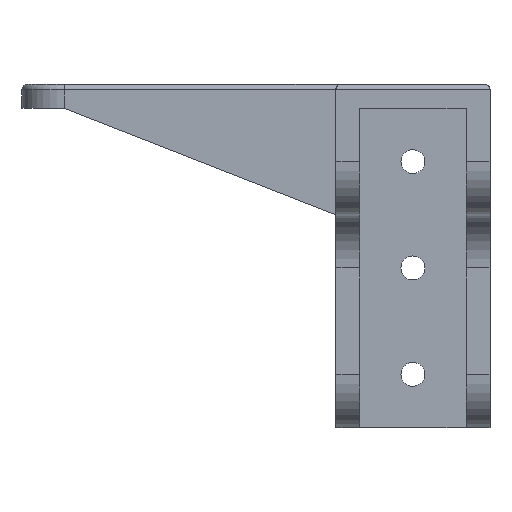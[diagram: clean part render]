
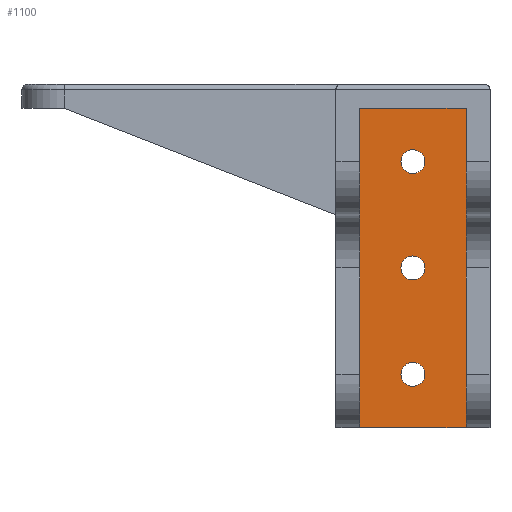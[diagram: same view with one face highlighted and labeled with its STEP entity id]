
A CAD part, left-side view. The second image highlights one B-rep face of the part: STEP entity #1100.
In plain terms, the highlighted planar face has unit normal (-1, 0, 0).
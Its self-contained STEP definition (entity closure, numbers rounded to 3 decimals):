
#1 = VERTEX_POINT ( 'NONE', #595 ) ;
#11 = EDGE_CURVE ( 'NONE', #284, #5285, #1070, .T. ) ;
#25 = CIRCLE ( 'NONE', #5479, 2.25 ) ;
#89 = ORIENTED_EDGE ( 'NONE', *, *, #3314, .T. ) ;
#139 = ORIENTED_EDGE ( 'NONE', *, *, #2373, .T. ) ;
#284 = VERTEX_POINT ( 'NONE', #1301 ) ;
#340 = EDGE_LOOP ( 'NONE', ( #139, #434 ) ) ;
#342 = VECTOR ( 'NONE', #544, 1000. ) ;
#386 = ORIENTED_EDGE ( 'NONE', *, *, #1343, .T. ) ;
#392 = CIRCLE ( 'NONE', #2540, 2.25 ) ;
#411 = VECTOR ( 'NONE', #5606, 1000. ) ;
#434 = ORIENTED_EDGE ( 'NONE', *, *, #4701, .T. ) ;
#502 = ORIENTED_EDGE ( 'NONE', *, *, #4390, .T. ) ;
#544 = DIRECTION ( 'NONE',  ( 0., 0., 1. ) ) ;
#595 = CARTESIAN_POINT ( 'NONE',  ( 40., 20., -60. ) ) ;
#713 = VERTEX_POINT ( 'NONE', #753 ) ;
#753 = CARTESIAN_POINT ( 'NONE',  ( 40., 10., -27.75 ) ) ;
#808 = CIRCLE ( 'NONE', #3793, 2.25 ) ;
#879 = FACE_BOUND ( 'NONE', #5968, .T. ) ;
#997 = DIRECTION ( 'NONE',  ( 0., 0., 1. ) ) ;
#1070 = CIRCLE ( 'NONE', #2721, 2.25 ) ;
#1100 = ADVANCED_FACE ( 'NONE', ( #4567, #5774, #879, #5634 ), #4230, .T. ) ;
#1198 = CARTESIAN_POINT ( 'NONE',  ( 40., 10., -10. ) ) ;
#1261 = ORIENTED_EDGE ( 'NONE', *, *, #1493, .F. ) ;
#1301 = CARTESIAN_POINT ( 'NONE',  ( 40., 10., -12.25 ) ) ;
#1343 = EDGE_CURVE ( 'NONE', #3344, #4329, #808, .T. ) ;
#1349 = AXIS2_PLACEMENT_3D ( 'NONE', #2164, #5356, #2632 ) ;
#1350 = DIRECTION ( 'NONE',  ( 1., 0., 0. ) ) ;
#1491 = CARTESIAN_POINT ( 'NONE',  ( 40., 10., -47.75 ) ) ;
#1493 = EDGE_CURVE ( 'NONE', #5108, #1, #5911, .T. ) ;
#1504 = AXIS2_PLACEMENT_3D ( 'NONE', #5254, #2536, #5719 ) ;
#1580 = DIRECTION ( 'NONE',  ( 0., 0., 1. ) ) ;
#1602 = DIRECTION ( 'NONE',  ( 1., 0., 0. ) ) ;
#1892 = ORIENTED_EDGE ( 'NONE', *, *, #3442, .T. ) ;
#2164 = CARTESIAN_POINT ( 'NONE',  ( 40., 10., -30. ) ) ;
#2166 = DIRECTION ( 'NONE',  ( 0., 1., 0. ) ) ;
#2266 = VECTOR ( 'NONE', #2166, 1000. ) ;
#2373 = EDGE_CURVE ( 'NONE', #3001, #713, #5026, .T. ) ;
#2416 = DIRECTION ( 'NONE',  ( -1., 0., 0. ) ) ;
#2536 = DIRECTION ( 'NONE',  ( 1., 0., 0. ) ) ;
#2540 = AXIS2_PLACEMENT_3D ( 'NONE', #4115, #1350, #4576 ) ;
#2560 = DIRECTION ( 'NONE',  ( 1., 0., 0. ) ) ;
#2571 = EDGE_CURVE ( 'NONE', #5108, #2852, #5247, .T. ) ;
#2632 = DIRECTION ( 'NONE',  ( 0., 0., 1. ) ) ;
#2698 = EDGE_LOOP ( 'NONE', ( #502, #386 ) ) ;
#2721 = AXIS2_PLACEMENT_3D ( 'NONE', #1198, #1602, #1580 ) ;
#2750 = VERTEX_POINT ( 'NONE', #3899 ) ;
#2754 = CARTESIAN_POINT ( 'NONE',  ( 40., 10., -32.25 ) ) ;
#2758 = LINE ( 'NONE', #2887, #411 ) ;
#2852 = VERTEX_POINT ( 'NONE', #5353 ) ;
#2887 = CARTESIAN_POINT ( 'NONE',  ( 40., 0., 0. ) ) ;
#3001 = VERTEX_POINT ( 'NONE', #2754 ) ;
#3169 = ORIENTED_EDGE ( 'NONE', *, *, #4134, .T. ) ;
#3183 = CARTESIAN_POINT ( 'NONE',  ( 40., 20., 4.5 ) ) ;
#3314 = EDGE_CURVE ( 'NONE', #2852, #2750, #2758, .T. ) ;
#3334 = DIRECTION ( 'NONE',  ( 0., 0., 1. ) ) ;
#3344 = VERTEX_POINT ( 'NONE', #1491 ) ;
#3398 = CIRCLE ( 'NONE', #1504, 2.25 ) ;
#3442 = EDGE_CURVE ( 'NONE', #5285, #284, #3398, .T. ) ;
#3545 = CARTESIAN_POINT ( 'NONE',  ( 40., -4.5, -60. ) ) ;
#3599 = AXIS2_PLACEMENT_3D ( 'NONE', #4678, #2416, #997 ) ;
#3628 = CARTESIAN_POINT ( 'NONE',  ( 40., 10., -7.75 ) ) ;
#3789 = CARTESIAN_POINT ( 'NONE',  ( 40., 0., -60. ) ) ;
#3793 = AXIS2_PLACEMENT_3D ( 'NONE', #4349, #5706, #3334 ) ;
#3878 = VECTOR ( 'NONE', #4513, 1000. ) ;
#3899 = CARTESIAN_POINT ( 'NONE',  ( 40., 20., 0. ) ) ;
#3943 = CARTESIAN_POINT ( 'NONE',  ( 40., 0., -60. ) ) ;
#4023 = LINE ( 'NONE', #3183, #3878 ) ;
#4115 = CARTESIAN_POINT ( 'NONE',  ( 40., 10., -50. ) ) ;
#4134 = EDGE_CURVE ( 'NONE', #2750, #1, #4023, .T. ) ;
#4189 = ORIENTED_EDGE ( 'NONE', *, *, #2571, .T. ) ;
#4230 = PLANE ( 'NONE',  #3599 ) ;
#4233 = CARTESIAN_POINT ( 'NONE',  ( 40., 10., -52.25 ) ) ;
#4329 = VERTEX_POINT ( 'NONE', #4233 ) ;
#4349 = CARTESIAN_POINT ( 'NONE',  ( 40., 10., -50. ) ) ;
#4390 = EDGE_CURVE ( 'NONE', #4329, #3344, #392, .T. ) ;
#4513 = DIRECTION ( 'NONE',  ( 0., 0., -1. ) ) ;
#4567 = FACE_BOUND ( 'NONE', #340, .T. ) ;
#4576 = DIRECTION ( 'NONE',  ( 0., 0., 1. ) ) ;
#4678 = CARTESIAN_POINT ( 'NONE',  ( 40., 0., 0. ) ) ;
#4701 = EDGE_CURVE ( 'NONE', #713, #3001, #25, .T. ) ;
#5026 = CIRCLE ( 'NONE', #1349, 2.25 ) ;
#5108 = VERTEX_POINT ( 'NONE', #3943 ) ;
#5247 = LINE ( 'NONE', #3789, #342 ) ;
#5254 = CARTESIAN_POINT ( 'NONE',  ( 40., 10., -10. ) ) ;
#5280 = CARTESIAN_POINT ( 'NONE',  ( 40., 10., -30. ) ) ;
#5285 = VERTEX_POINT ( 'NONE', #3628 ) ;
#5353 = CARTESIAN_POINT ( 'NONE',  ( 40., 0., 0. ) ) ;
#5356 = DIRECTION ( 'NONE',  ( 1., 0., 0. ) ) ;
#5469 = EDGE_LOOP ( 'NONE', ( #89, #3169, #1261, #4189 ) ) ;
#5479 = AXIS2_PLACEMENT_3D ( 'NONE', #5280, #2560, #5744 ) ;
#5606 = DIRECTION ( 'NONE',  ( 0., 1., 0. ) ) ;
#5634 = FACE_OUTER_BOUND ( 'NONE', #5469, .T. ) ;
#5706 = DIRECTION ( 'NONE',  ( 1., 0., 0. ) ) ;
#5719 = DIRECTION ( 'NONE',  ( 0., 0., 1. ) ) ;
#5744 = DIRECTION ( 'NONE',  ( 0., 0., 1. ) ) ;
#5774 = FACE_BOUND ( 'NONE', #2698, .T. ) ;
#5911 = LINE ( 'NONE', #3545, #2266 ) ;
#5917 = ORIENTED_EDGE ( 'NONE', *, *, #11, .T. ) ;
#5968 = EDGE_LOOP ( 'NONE', ( #5917, #1892 ) ) ;
